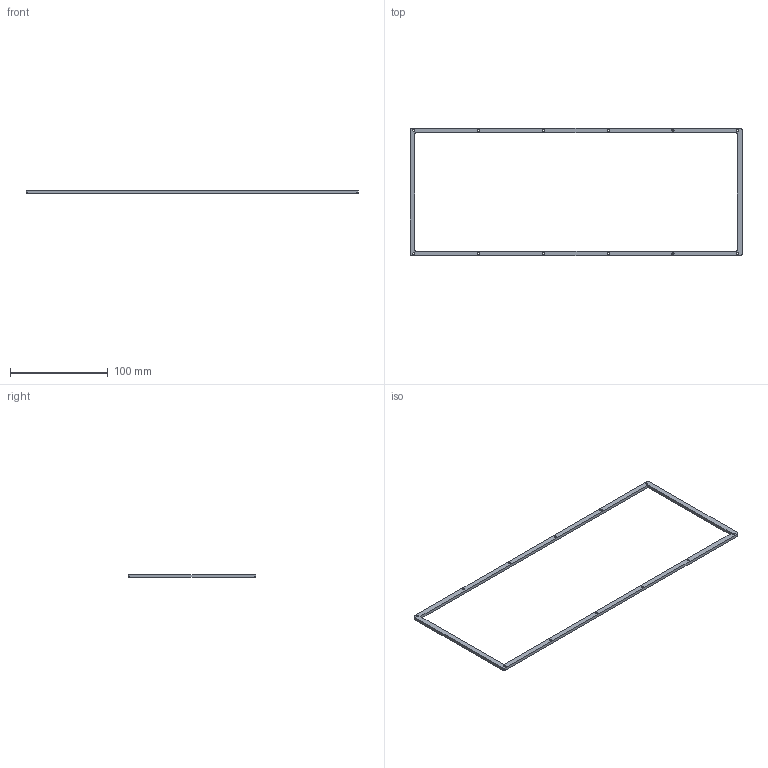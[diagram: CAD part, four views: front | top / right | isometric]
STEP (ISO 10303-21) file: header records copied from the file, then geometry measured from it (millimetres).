
FILE_DESCRIPTION(/* description */ (''),/* implementation_level */ '2;1');
FILE_NAME(/* name */ 'closed_liner.stp',/* time_stamp */ '2024-07-04T20:57:55-04:00',/* author */ ('Moe'),/* organization */ (''),/* preprocessor_version */ 'ST-DEVELOPER v20',/* originating_system */ 'Autodesk Inventor 2024',/* authorisation */ '');
FILE_SCHEMA (('AUTOMOTIVE_DESIGN { 1 0 10303 214 3 1 1 }'));
Length unit declared in the file: millimetre
Products named in the file (1): closed_liner
Bounding box: 340 x 131 x 3 mm (x, y, z)
Volume: 13685.3 mm3; surface area: 14888.9 mm2
Topology: 1 solids, 1 shells, 70 faces, 204 edges, 137 vertices
Faces by surface type: plane 54, cylinder 16
Full cylindrical faces by diameter (mm): 2.2 x12
Entity records: 2415 total; most frequent: CARTESIAN_POINT 412, ORIENTED_EDGE 408, DIRECTION 378, EDGE_CURVE 204, LINE 172, VECTOR 172, VERTEX_POINT 136, AXIS2_PLACEMENT_3D 103
